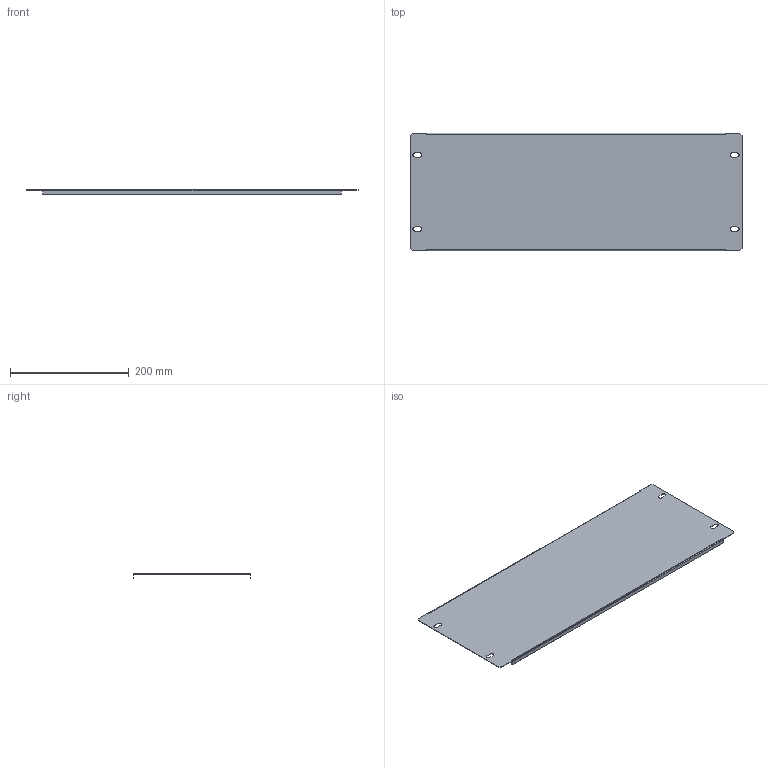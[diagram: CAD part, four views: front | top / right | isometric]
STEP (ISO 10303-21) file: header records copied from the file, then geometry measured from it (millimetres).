
FILE_DESCRIPTION (( 'STEP AP214' ), '1' );
FILE_NAME ('YKV-P-600-B200 Ïîëêà äëÿ ÂÐÓ ÕÕÕÕõ600õÕÕÕ (Â=200) SMART.STEP', '2020-02-19T11:04:41', ( '' ), ( '' ), 'SwSTEP 2.0', 'SolidWorks 2017', '' );
FILE_SCHEMA (( 'AUTOMOTIVE_DESIGN' ));
Length unit declared in the file: millimetre
Products named in the file (1): YKV-P-600-B200 Ïîëêà äëÿ ÂÐÓ ÕÕÕÕõ600õÕÕÕ (Â=200) SMART
Bounding box: 560 x 199 x 8 mm (x, y, z)
Volume: 94151.6 mm3; surface area: 236734.3 mm2
Topology: 1 solids, 1 shells, 54 faces, 144 edges, 92 vertices
Faces by surface type: plane 38, cylinder 16
Entity records: 1718 total; most frequent: CARTESIAN_POINT 291, DIRECTION 290, ORIENTED_EDGE 288, EDGE_CURVE 144, VECTOR 108, LINE 108, VERTEX_POINT 92, AXIS2_PLACEMENT_3D 91
